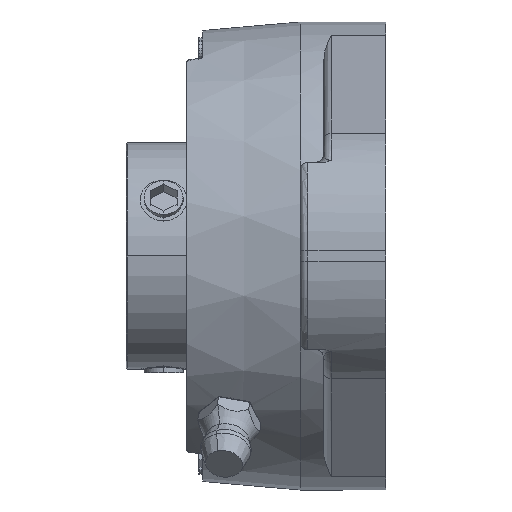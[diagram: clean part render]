
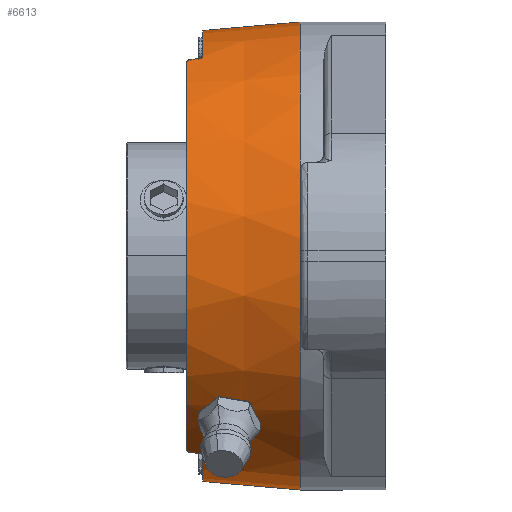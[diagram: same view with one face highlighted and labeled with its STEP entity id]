
A CAD part, left-side view. The second image highlights one B-rep face of the part: STEP entity #6613.
In plain terms, the highlighted conical face has half-angle 5 degrees and reference radius 29.366 mm.
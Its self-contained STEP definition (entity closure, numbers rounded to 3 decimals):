
#237=CARTESIAN_POINT('',(0.,5.5,0.));
#238=DIRECTION('',(0.,1.,0.));
#239=DIRECTION('',(-0.93,0.,-0.367));
#240=AXIS2_PLACEMENT_3D('',#237,#238,#239);
#301=CARTESIAN_POINT('',(0.,5.5,0.));
#302=DIRECTION('',(0.,1.,0.));
#303=DIRECTION('',(0.,0.,-1.));
#304=AXIS2_PLACEMENT_3D('',#301,#302,#303);
#466=CARTESIAN_POINT('',(0.,5.5,0.));
#467=DIRECTION('',(0.,1.,0.));
#468=DIRECTION('',(-0.93,0.,0.367));
#469=AXIS2_PLACEMENT_3D('',#466,#467,#468);
#723=CARTESIAN_POINT('',(-18.813,14.491,-22.349));
#724=CARTESIAN_POINT('',(-18.828,14.255,-22.364));
#725=CARTESIAN_POINT('',(-18.909,13.783,-22.349));
#726=CARTESIAN_POINT('',(-19.178,13.13,-22.195));
#727=CARTESIAN_POINT('',(-19.569,12.589,-21.917));
#728=CARTESIAN_POINT('',(-20.043,12.202,-21.531));
#729=CARTESIAN_POINT('',(-20.557,12.001,-21.066));
#730=CARTESIAN_POINT('',(-21.066,12.001,-20.557));
#731=CARTESIAN_POINT('',(-21.531,12.202,-20.043));
#732=CARTESIAN_POINT('',(-21.917,12.589,-19.569));
#733=CARTESIAN_POINT('',(-22.195,13.13,-19.178));
#734=CARTESIAN_POINT('',(-22.349,13.783,-18.909));
#735=CARTESIAN_POINT('',(-22.364,14.255,-18.828));
#736=CARTESIAN_POINT('',(-22.349,14.491,-18.813));
#738=CARTESIAN_POINT('',(-22.349,14.491,-18.813));
#739=CARTESIAN_POINT('',(-22.334,14.728,-18.799));
#740=CARTESIAN_POINT('',(-22.26,15.204,-18.822));
#741=CARTESIAN_POINT('',(-22.024,15.86,-19.011));
#742=CARTESIAN_POINT('',(-21.679,16.405,-19.334));
#743=CARTESIAN_POINT('',(-21.246,16.795,-19.759));
#744=CARTESIAN_POINT('',(-20.757,16.999,-20.248));
#745=CARTESIAN_POINT('',(-20.248,16.999,-20.757));
#746=CARTESIAN_POINT('',(-19.759,16.795,-21.246));
#747=CARTESIAN_POINT('',(-19.334,16.405,-21.679));
#748=CARTESIAN_POINT('',(-19.011,15.86,-22.024));
#749=CARTESIAN_POINT('',(-18.822,15.204,-22.26));
#750=CARTESIAN_POINT('',(-18.799,14.728,-22.334));
#751=CARTESIAN_POINT('',(-18.813,14.491,-22.349));
#753=CARTESIAN_POINT('',(-13.858,19.5,25.218));
#754=CARTESIAN_POINT('',(-13.854,19.565,25.214));
#755=CARTESIAN_POINT('',(-13.87,19.696,25.192));
#756=CARTESIAN_POINT('',(-13.959,19.863,25.126));
#757=CARTESIAN_POINT('',(-14.101,19.974,25.036));
#758=CARTESIAN_POINT('',(-14.215,20.,24.969));
#759=CARTESIAN_POINT('',(-14.273,20.,24.935));
#761=CARTESIAN_POINT('',(-13.915,18.5,25.287));
#762=CARTESIAN_POINT('',(-13.906,18.667,25.275));
#763=CARTESIAN_POINT('',(-13.887,19.,25.253));
#764=CARTESIAN_POINT('',(-13.867,19.333,25.23));
#765=CARTESIAN_POINT('',(-13.858,19.5,25.218));
#767=CARTESIAN_POINT('',(0.,18.,0.));
#768=DIRECTION('',(0.,1.,0.));
#769=DIRECTION('',(-0.467,0.,0.884));
#770=AXIS2_PLACEMENT_3D('',#767,#768,#769);
#772=CARTESIAN_POINT('',(0.,18.,0.));
#773=DIRECTION('',(0.,1.,0.));
#774=DIRECTION('',(0.,0.,-1.));
#775=AXIS2_PLACEMENT_3D('',#772,#773,#774);
#777=CARTESIAN_POINT('',(-13.858,19.5,-25.218));
#778=CARTESIAN_POINT('',(-13.867,19.333,-25.23));
#779=CARTESIAN_POINT('',(-13.887,19.,-25.253));
#780=CARTESIAN_POINT('',(-13.906,18.667,-25.275));
#781=CARTESIAN_POINT('',(-13.915,18.5,-25.287));
#783=CARTESIAN_POINT('',(-14.273,20.,-24.935));
#784=CARTESIAN_POINT('',(-14.215,20.,-24.969));
#785=CARTESIAN_POINT('',(-14.101,19.974,-25.036));
#786=CARTESIAN_POINT('',(-13.959,19.863,-25.126));
#787=CARTESIAN_POINT('',(-13.87,19.696,-25.192));
#788=CARTESIAN_POINT('',(-13.854,19.565,-25.214));
#789=CARTESIAN_POINT('',(-13.858,19.5,-25.218));
#3985=CARTESIAN_POINT('',(-13.494,18.,25.563));
#3986=CARTESIAN_POINT('',(-13.554,18.,25.532));
#3987=CARTESIAN_POINT('',(-13.671,18.026,25.467));
#3988=CARTESIAN_POINT('',(-13.814,18.138,25.379));
#3989=CARTESIAN_POINT('',(-13.903,18.305,25.313));
#3990=CARTESIAN_POINT('',(-13.919,18.435,25.291));
#3991=CARTESIAN_POINT('',(-13.915,18.5,25.287));
#4015=CARTESIAN_POINT('',(0.,20.,0.));
#4016=DIRECTION('',(0.,1.,0.));
#4017=DIRECTION('',(-0.497,0.,-0.868));
#4018=AXIS2_PLACEMENT_3D('',#4015,#4016,#4017);
#4055=CARTESIAN_POINT('',(-13.915,18.5,-25.287));
#4056=CARTESIAN_POINT('',(-13.919,18.435,
-25.291));
#4057=CARTESIAN_POINT('',(-13.903,18.305,
-25.313));
#4058=CARTESIAN_POINT('',(-13.814,18.138,
-25.379));
#4059=CARTESIAN_POINT('',(-13.671,18.026,
-25.467));
#4060=CARTESIAN_POINT('',(-13.554,18.,-25.532));
#4061=CARTESIAN_POINT('',(-13.494,18.,-25.563));
#4168=DIRECTION('',(0.,-0.996,-0.087));
#4169=VECTOR('',#4168,12.548);
#4170=CARTESIAN_POINT('',(0.,18.,-28.906));
#4171=LINE('',#4170,#4169);
#4172=DIRECTION('',(0.,-0.996,0.087));
#4173=VECTOR('',#4172,12.548);
#4174=CARTESIAN_POINT('',(0.,18.,28.906));
#4175=LINE('',#4174,#4173);
#4398=VERTEX_POINT('',#723);
#4399=VERTEX_POINT('',#736);
#4503=CARTESIAN_POINT('',(-27.911,5.5,11.));
#4505=VERTEX_POINT('',#4503);
#4518=CARTESIAN_POINT('',(-27.911,5.5,-11.));
#4519=VERTEX_POINT('',#4518);
#4556=CARTESIAN_POINT('',(0.,5.5,-30.));
#4557=VERTEX_POINT('',#4556);
#4558=CARTESIAN_POINT('',(0.,5.5,30.));
#4559=VERTEX_POINT('',#4558);
#4612=CARTESIAN_POINT('',(0.,18.,-28.906));
#4613=VERTEX_POINT('',#4612);
#4614=CARTESIAN_POINT('',(0.,18.,28.906));
#4615=VERTEX_POINT('',#4614);
#5584=CARTESIAN_POINT('',(-13.915,18.5,25.287));
#5586=VERTEX_POINT('',#5584);
#5588=CARTESIAN_POINT('',(-13.494,18.,25.563));
#5590=VERTEX_POINT('',#5588);
#5593=CARTESIAN_POINT('',(-13.494,18.,-25.563));
#5595=VERTEX_POINT('',#5593);
#5597=CARTESIAN_POINT('',(-13.915,18.5,-25.287));
#5599=VERTEX_POINT('',#5597);
#5616=VERTEX_POINT('',#753);
#5617=VERTEX_POINT('',#759);
#5622=VERTEX_POINT('',#783);
#5623=VERTEX_POINT('',#789);
#6575=CARTESIAN_POINT('',(0.,12.75,0.));
#6576=DIRECTION('',(0.,-1.,0.));
#6577=DIRECTION('',(0.,0.,1.));
#6578=AXIS2_PLACEMENT_3D('',#6575,#6576,#6577);
#6579=CONICAL_SURFACE('',#6578,29.366,5.);
#6581=ORIENTED_EDGE('',*,*,#6580,.F.);
#6583=ORIENTED_EDGE('',*,*,#6582,.F.);
#6585=ORIENTED_EDGE('',*,*,#6584,.F.);
#6587=ORIENTED_EDGE('',*,*,#6586,.T.);
#6589=ORIENTED_EDGE('',*,*,#6588,.T.);
#6590=ORIENTED_EDGE('',*,*,#6186,.F.);
#6591=ORIENTED_EDGE('',*,*,#5832,.F.);
#6592=ORIENTED_EDGE('',*,*,#5963,.F.);
#6594=ORIENTED_EDGE('',*,*,#6593,.F.);
#6596=ORIENTED_EDGE('',*,*,#6595,.T.);
#6598=ORIENTED_EDGE('',*,*,#6597,.F.);
#6600=ORIENTED_EDGE('',*,*,#6599,.F.);
#6602=ORIENTED_EDGE('',*,*,#6601,.F.);
#6604=ORIENTED_EDGE('',*,*,#6603,.T.);
#6605=EDGE_LOOP('',(#6581,#6583,#6585,#6587,#6589,#6590,#6591,#6592,#6594,#6596,
#6598,#6600,#6602,#6604));
#6606=FACE_OUTER_BOUND('',#6605,.F.);
#6608=ORIENTED_EDGE('',*,*,#6607,.T.);
#6610=ORIENTED_EDGE('',*,*,#6609,.T.);
#6611=EDGE_LOOP('',(#6608,#6610));
#6612=FACE_BOUND('',#6611,.F.);
#6613=ADVANCED_FACE('',(#6606,#6612),#6579,.T.);
#241=CIRCLE('',#240,30.);
#305=CIRCLE('',#304,30.);
#470=CIRCLE('',#469,30.);
#737=B_SPLINE_CURVE_WITH_KNOTS('',3,(#723,#724,#725,#726,#727,#728,#729,#730,
#731,#732,#733,#734,#735,#736),.UNSPECIFIED.,.F.,.F.,(4,1,1,1,1,1,1,1,1,1,1,4),(
0.,0.091,0.182,0.273,0.364,
0.455,0.545,0.636,0.727,
0.818,0.909,1.),.UNSPECIFIED.);
#752=B_SPLINE_CURVE_WITH_KNOTS('',3,(#738,#739,#740,#741,#742,#743,#744,#745,
#746,#747,#748,#749,#750,#751),.UNSPECIFIED.,.F.,.F.,(4,1,1,1,1,1,1,1,1,1,1,4),(
0.,0.091,0.182,0.273,0.364,
0.455,0.545,0.636,0.727,
0.818,0.909,1.),.UNSPECIFIED.);
#760=B_SPLINE_CURVE_WITH_KNOTS('',3,(#753,#754,#755,#756,#757,#758,#759),
.UNSPECIFIED.,.F.,.F.,(4,1,1,1,4),(0.,0.25,0.5,0.75,1.),
.UNSPECIFIED.);
#766=B_SPLINE_CURVE_WITH_KNOTS('',3,(#761,#762,#763,#764,#765),.UNSPECIFIED.,
.F.,.F.,(4,1,4),(0.,0.5,1.),.UNSPECIFIED.);
#771=CIRCLE('',#770,28.906);
#776=CIRCLE('',#775,28.906);
#782=B_SPLINE_CURVE_WITH_KNOTS('',3,(#777,#778,#779,#780,#781),.UNSPECIFIED.,
.F.,.F.,(4,1,4),(0.,0.5,1.),.UNSPECIFIED.);
#790=B_SPLINE_CURVE_WITH_KNOTS('',3,(#783,#784,#785,#786,#787,#788,#789),
.UNSPECIFIED.,.F.,.F.,(4,1,1,1,4),(0.,0.25,0.5,0.75,1.),
.UNSPECIFIED.);
#3992=B_SPLINE_CURVE_WITH_KNOTS('',3,(#3985,#3986,#3987,#3988,#3989,#3990,
#3991),.UNSPECIFIED.,.F.,.F.,(4,1,1,1,4),(0.,0.25,0.5,0.75,1.),
.UNSPECIFIED.);
#4019=CIRCLE('',#4018,28.731);
#4062=B_SPLINE_CURVE_WITH_KNOTS('',3,(#4055,#4056,#4057,#4058,#4059,#4060,
#4061),.UNSPECIFIED.,.F.,.F.,(4,1,1,1,4),(0.,0.25,0.5,0.75,1.),
.UNSPECIFIED.);
#5832=EDGE_CURVE('',#4519,#4505,#241,.T.);
#5963=EDGE_CURVE('',#4557,#4519,#305,.T.);
#6186=EDGE_CURVE('',#4505,#4559,#470,.T.);
#6580=EDGE_CURVE('',#5616,#5617,#760,.T.);
#6582=EDGE_CURVE('',#5586,#5616,#766,.T.);
#6584=EDGE_CURVE('',#5590,#5586,#3992,.T.);
#6586=EDGE_CURVE('',#5590,#4615,#771,.T.);
#6588=EDGE_CURVE('',#4615,#4559,#4175,.T.);
#6593=EDGE_CURVE('',#4613,#4557,#4171,.T.);
#6595=EDGE_CURVE('',#4613,#5595,#776,.T.);
#6597=EDGE_CURVE('',#5599,#5595,#4062,.T.);
#6599=EDGE_CURVE('',#5623,#5599,#782,.T.);
#6601=EDGE_CURVE('',#5622,#5623,#790,.T.);
#6603=EDGE_CURVE('',#5622,#5617,#4019,.T.);
#6607=EDGE_CURVE('',#4398,#4399,#737,.T.);
#6609=EDGE_CURVE('',#4399,#4398,#752,.T.);
